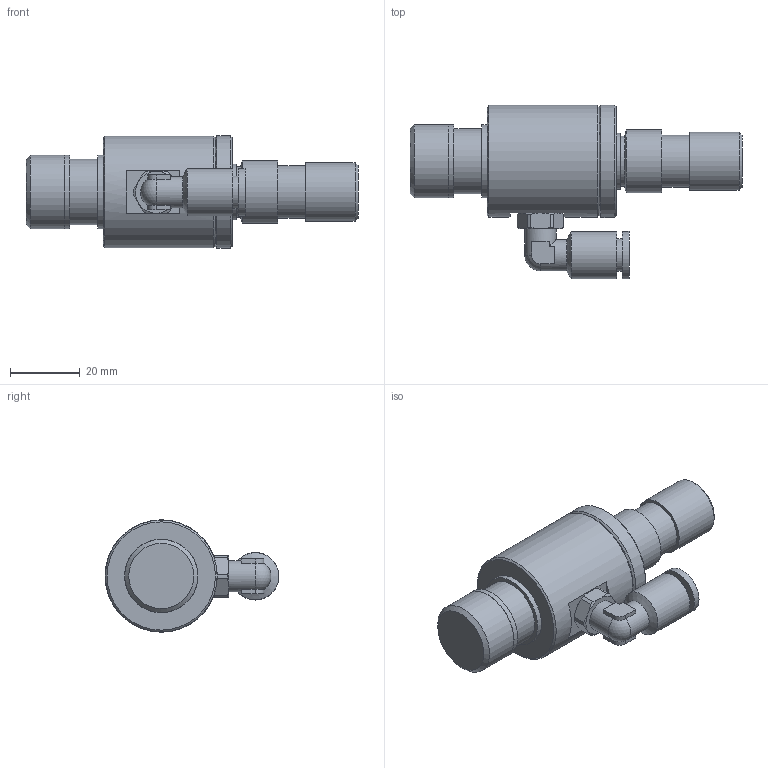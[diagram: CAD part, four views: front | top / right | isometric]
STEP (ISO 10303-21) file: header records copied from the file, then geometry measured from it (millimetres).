
FILE_DESCRIPTION(/* description */ (''),/* implementation_level */ '2;1');
FILE_NAME(/* name */ '3D_tvtt6ese2.stp',/* time_stamp */ '2017-05-23T13:03:15+02:00',/* author */ ('lmacia'),/* organization */ (''),/* preprocessor_version */ 'ST-DEVELOPER v15.6',/* originating_system */ 'Autodesk Inventor 2015',/* authorisation */ '');
FILE_SCHEMA (('AUTOMOTIVE_DESIGN { 1 0 10303 214 3 1 1 }'));
Length unit declared in the file: millimetre
Products named in the file (1): tvtt6ese2
Bounding box: 95.03 x 49.8 x 32.2 mm (x, y, z)
Volume: 47256.8 mm3; surface area: 11210 mm2
Topology: 1 solids, 1 shells, 91 faces, 193 edges, 117 vertices
Faces by surface type: plane 40, cylinder 28, cone 21, sphere 2
Full cylindrical faces by diameter (mm): 2 x2, 4 x1, 8 x1, 9 x2, 9.3 x1, 13.5 x1, 13.6 x1, 14.4 x1, 14.95 x1, 16 x1, 16.662 x1, 18 x1, 18.7 x1, 20.94 x1, 21 x2, 32 x1, 32.2 x1
Entity records: 2301 total; most frequent: CARTESIAN_POINT 409, DIRECTION 399, ORIENTED_EDGE 314, AXIS2_PLACEMENT_3D 174, EDGE_CURVE 157, EDGE_LOOP 135, VERTEX_POINT 112, FACE_OUTER_BOUND 91
